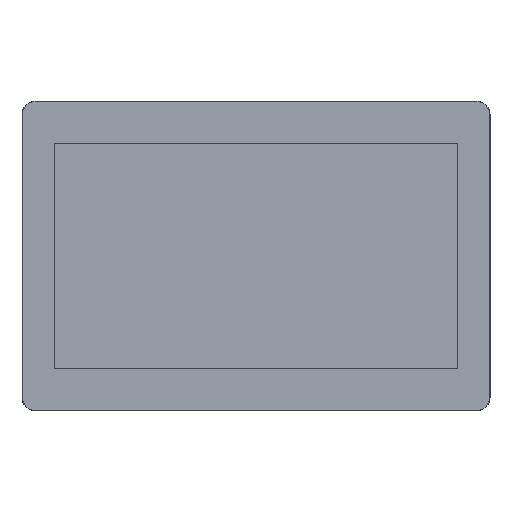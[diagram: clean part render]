
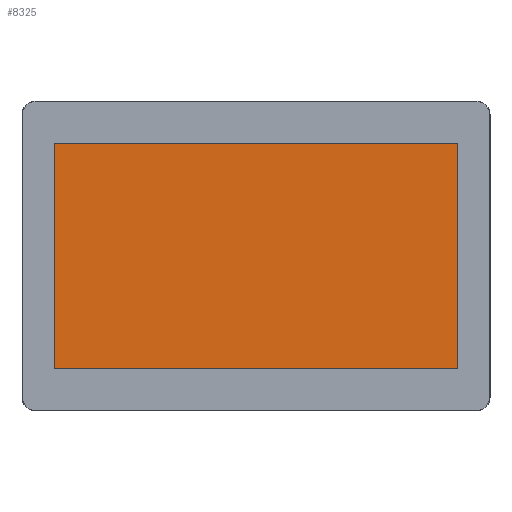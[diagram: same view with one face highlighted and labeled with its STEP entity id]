
A CAD part, top view. The second image highlights one B-rep face of the part: STEP entity #8325.
In plain terms, the highlighted planar face has unit normal (0, 0, 1).
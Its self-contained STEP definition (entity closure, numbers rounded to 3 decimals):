
#436=FACE_OUTER_BOUND('',#881,.T.);
#881=EDGE_LOOP('',(#5639,#5640,#5641,#5642));
#1345=LINE('',#11903,#2435);
#1349=LINE('',#11911,#2439);
#1352=LINE('',#11917,#2442);
#1355=LINE('',#11922,#2445);
#2435=VECTOR('',#9693,10.);
#2439=VECTOR('',#9699,10.);
#2442=VECTOR('',#9704,10.);
#2445=VECTOR('',#9709,10.);
#3513=VERTEX_POINT('',#11901);
#3514=VERTEX_POINT('',#11902);
#3517=VERTEX_POINT('',#11910);
#3519=VERTEX_POINT('',#11916);
#4339=EDGE_CURVE('',#3513,#3514,#1345,.T.);
#4343=EDGE_CURVE('',#3514,#3517,#1349,.T.);
#4346=EDGE_CURVE('',#3517,#3519,#1352,.T.);
#4349=EDGE_CURVE('',#3519,#3513,#1355,.T.);
#5639=ORIENTED_EDGE('',*,*,#4349,.T.);
#5640=ORIENTED_EDGE('',*,*,#4339,.T.);
#5641=ORIENTED_EDGE('',*,*,#4343,.T.);
#5642=ORIENTED_EDGE('',*,*,#4346,.T.);
#7941=PLANE('',#9030);
#8325=ADVANCED_FACE('',(#436),#7941,.T.);
#9030=AXIS2_PLACEMENT_3D('',#11924,#9711,#9712);
#9693=DIRECTION('',(1.,0.,0.));
#9699=DIRECTION('',(0.,1.,0.));
#9704=DIRECTION('',(-1.,0.,0.));
#9709=DIRECTION('',(0.,-1.,0.));
#9711=DIRECTION('center_axis',(0.,0.,1.));
#9712=DIRECTION('ref_axis',(1.,0.,0.));
#11901=CARTESIAN_POINT('',(12.984,16.619,1.1));
#11902=CARTESIAN_POINT('',(167.994,16.619,1.1));
#11903=CARTESIAN_POINT('',(12.984,16.619,1.1));
#11910=CARTESIAN_POINT('',(167.994,103.339,1.1));
#11911=CARTESIAN_POINT('',(167.994,16.619,1.1));
#11916=CARTESIAN_POINT('',(12.984,103.339,1.1));
#11917=CARTESIAN_POINT('',(167.994,103.339,1.1));
#11922=CARTESIAN_POINT('',(12.984,103.339,1.1));
#11924=CARTESIAN_POINT('Origin',(90.489,59.979,1.1));
